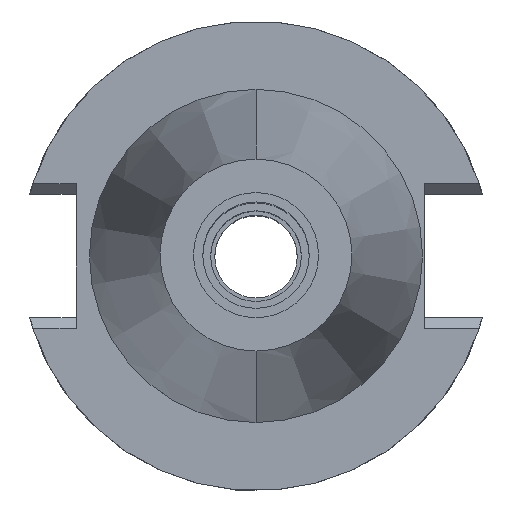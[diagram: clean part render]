
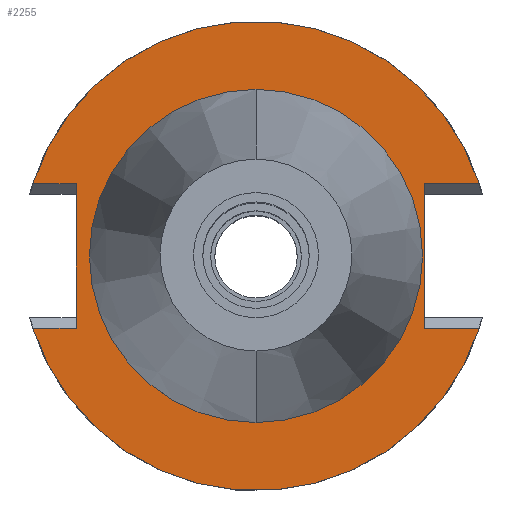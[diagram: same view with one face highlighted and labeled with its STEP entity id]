
A CAD part, top view. The second image highlights one B-rep face of the part: STEP entity #2255.
In plain terms, the highlighted planar face has unit normal (0, 0, 1).
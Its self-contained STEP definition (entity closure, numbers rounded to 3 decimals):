
#10 = EDGE_CURVE ( 'NONE', #50, #2250, #520, .T. ) ;
#50 = VERTEX_POINT ( 'NONE', #1029 ) ;
#83 = CARTESIAN_POINT ( 'NONE',  ( 46.821, 15.155, -1.5 ) ) ;
#159 = DIRECTION ( 'NONE',  ( 0., -1., 0. ) ) ;
#202 = DIRECTION ( 'NONE',  ( 0., 1., 0. ) ) ;
#262 = VECTOR ( 'NONE', #2349, 1000. ) ;
#316 = ORIENTED_EDGE ( 'NONE', *, *, #10, .F. ) ;
#343 = VERTEX_POINT ( 'NONE', #1424 ) ;
#433 = CARTESIAN_POINT ( 'NONE',  ( 0., 0., -1.5 ) ) ;
#453 = CARTESIAN_POINT ( 'NONE',  ( -37.68, 15.155, -1.5 ) ) ;
#485 = EDGE_CURVE ( 'NONE', #3200, #2844, #564, .T. ) ;
#488 = ORIENTED_EDGE ( 'NONE', *, *, #3114, .F. ) ;
#520 = CIRCLE ( 'NONE', #3308, 34.925 ) ;
#523 = CARTESIAN_POINT ( 'NONE',  ( -46.821, 15.155, -1.5 ) ) ;
#564 = CIRCLE ( 'NONE', #1208, 49.212 ) ;
#600 = AXIS2_PLACEMENT_3D ( 'NONE', #934, #1715, #1145 ) ;
#682 = DIRECTION ( 'NONE',  ( 0., -1., 0. ) ) ;
#691 = LINE ( 'NONE', #1662, #2097 ) ;
#710 = EDGE_LOOP ( 'NONE', ( #316, #2443 ) ) ;
#733 = EDGE_CURVE ( 'NONE', #2651, #3142, #1400, .T. ) ;
#787 = CIRCLE ( 'NONE', #1051, 49.212 ) ;
#788 = DIRECTION ( 'NONE',  ( 0., 1., 0. ) ) ;
#834 = EDGE_CURVE ( 'NONE', #2470, #2795, #787, .T. ) ;
#842 = ORIENTED_EDGE ( 'NONE', *, *, #1893, .F. ) ;
#913 = LINE ( 'NONE', #453, #3115 ) ;
#934 = CARTESIAN_POINT ( 'NONE',  ( 0., 0., -1.5 ) ) ;
#999 = CARTESIAN_POINT ( 'NONE',  ( -46.821, -15.155, -1.5 ) ) ;
#1029 = CARTESIAN_POINT ( 'NONE',  ( 0., 34.925, -1.5 ) ) ;
#1051 = AXIS2_PLACEMENT_3D ( 'NONE', #433, #1975, #159 ) ;
#1063 = ORIENTED_EDGE ( 'NONE', *, *, #2277, .T. ) ;
#1145 = DIRECTION ( 'NONE',  ( 0., -1., 0. ) ) ;
#1158 = EDGE_LOOP ( 'NONE', ( #2010, #2813, #2223, #3211, #1063, #1721, #488, #842 ) ) ;
#1208 = AXIS2_PLACEMENT_3D ( 'NONE', #1506, #3127, #788 ) ;
#1225 = CARTESIAN_POINT ( 'NONE',  ( 35.27, -15.155, -1.5 ) ) ;
#1316 = CIRCLE ( 'NONE', #1850, 34.925 ) ;
#1400 = LINE ( 'NONE', #2442, #2614 ) ;
#1402 = EDGE_CURVE ( 'NONE', #2250, #50, #1316, .T. ) ;
#1412 = CARTESIAN_POINT ( 'NONE',  ( 35.27, 15.155, -1.5 ) ) ;
#1424 = CARTESIAN_POINT ( 'NONE',  ( -37.68, -15.155, -1.5 ) ) ;
#1449 = LINE ( 'NONE', #1412, #2377 ) ;
#1450 = DIRECTION ( 'NONE',  ( 0., 0., 1. ) ) ;
#1453 = CARTESIAN_POINT ( 'NONE',  ( 46.821, -15.155, -1.5 ) ) ;
#1496 = CARTESIAN_POINT ( 'NONE',  ( 0., 0., -1.5 ) ) ;
#1506 = CARTESIAN_POINT ( 'NONE',  ( 0., 0., -1.5 ) ) ;
#1563 = CARTESIAN_POINT ( 'NONE',  ( -37.68, -15.155, -1.5 ) ) ;
#1603 = VERTEX_POINT ( 'NONE', #3283 ) ;
#1662 = CARTESIAN_POINT ( 'NONE',  ( -37.68, -15.155, -1.5 ) ) ;
#1698 = DIRECTION ( 'NONE',  ( 1., 0., 0. ) ) ;
#1715 = DIRECTION ( 'NONE',  ( 0., 0., -1. ) ) ;
#1721 = ORIENTED_EDGE ( 'NONE', *, *, #485, .F. ) ;
#1801 = FACE_OUTER_BOUND ( 'NONE', #1158, .T. ) ;
#1850 = AXIS2_PLACEMENT_3D ( 'NONE', #2702, #1450, #682 ) ;
#1893 = EDGE_CURVE ( 'NONE', #343, #1603, #691, .T. ) ;
#1975 = DIRECTION ( 'NONE',  ( 0., 0., -1. ) ) ;
#2010 = ORIENTED_EDGE ( 'NONE', *, *, #2768, .T. ) ;
#2059 = LINE ( 'NONE', #1563, #262 ) ;
#2097 = VECTOR ( 'NONE', #2730, 1000. ) ;
#2186 = DIRECTION ( 'NONE',  ( 0., -1., 0. ) ) ;
#2198 = CARTESIAN_POINT ( 'NONE',  ( 35.27, -15.155, -1.5 ) ) ;
#2223 = ORIENTED_EDGE ( 'NONE', *, *, #2363, .F. ) ;
#2250 = VERTEX_POINT ( 'NONE', #2340 ) ;
#2255 = ADVANCED_FACE ( 'NONE', ( #1801, #2598 ), #2842, .F. ) ;
#2277 = EDGE_CURVE ( 'NONE', #2651, #2844, #1449, .T. ) ;
#2295 = DIRECTION ( 'NONE',  ( 0., 0., 1. ) ) ;
#2340 = CARTESIAN_POINT ( 'NONE',  ( 0., -34.925, -1.5 ) ) ;
#2349 = DIRECTION ( 'NONE',  ( -1., 0., 0. ) ) ;
#2363 = EDGE_CURVE ( 'NONE', #3142, #2470, #3265, .T. ) ;
#2377 = VECTOR ( 'NONE', #1698, 1000. ) ;
#2442 = CARTESIAN_POINT ( 'NONE',  ( 35.27, 15.155, -1.5 ) ) ;
#2443 = ORIENTED_EDGE ( 'NONE', *, *, #1402, .F. ) ;
#2470 = VERTEX_POINT ( 'NONE', #1453 ) ;
#2598 = FACE_BOUND ( 'NONE', #710, .T. ) ;
#2614 = VECTOR ( 'NONE', #2186, 1000. ) ;
#2651 = VERTEX_POINT ( 'NONE', #3085 ) ;
#2702 = CARTESIAN_POINT ( 'NONE',  ( 0., 0., -1.5 ) ) ;
#2717 = DIRECTION ( 'NONE',  ( 1., 0., 0. ) ) ;
#2730 = DIRECTION ( 'NONE',  ( 0., 1., 0. ) ) ;
#2768 = EDGE_CURVE ( 'NONE', #343, #2795, #2059, .T. ) ;
#2795 = VERTEX_POINT ( 'NONE', #999 ) ;
#2813 = ORIENTED_EDGE ( 'NONE', *, *, #834, .F. ) ;
#2842 = PLANE ( 'NONE',  #600 ) ;
#2844 = VERTEX_POINT ( 'NONE', #83 ) ;
#2958 = VECTOR ( 'NONE', #2717, 1000. ) ;
#2999 = DIRECTION ( 'NONE',  ( -1., 0., 0. ) ) ;
#3085 = CARTESIAN_POINT ( 'NONE',  ( 35.27, 15.155, -1.5 ) ) ;
#3114 = EDGE_CURVE ( 'NONE', #1603, #3200, #913, .T. ) ;
#3115 = VECTOR ( 'NONE', #2999, 1000. ) ;
#3127 = DIRECTION ( 'NONE',  ( 0., 0., -1. ) ) ;
#3142 = VERTEX_POINT ( 'NONE', #1225 ) ;
#3200 = VERTEX_POINT ( 'NONE', #523 ) ;
#3211 = ORIENTED_EDGE ( 'NONE', *, *, #733, .F. ) ;
#3265 = LINE ( 'NONE', #2198, #2958 ) ;
#3283 = CARTESIAN_POINT ( 'NONE',  ( -37.68, 15.155, -1.5 ) ) ;
#3308 = AXIS2_PLACEMENT_3D ( 'NONE', #1496, #2295, #202 ) ;
